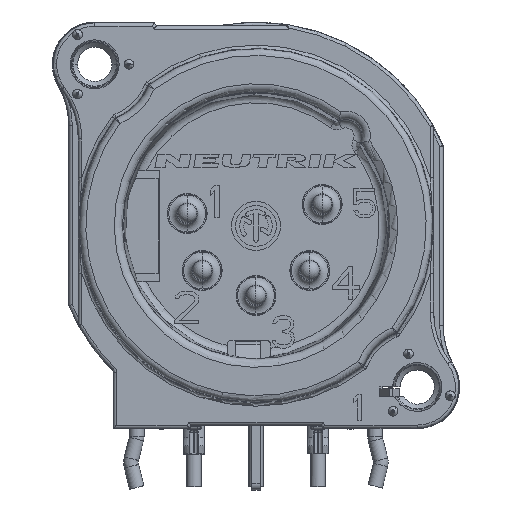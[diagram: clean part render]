
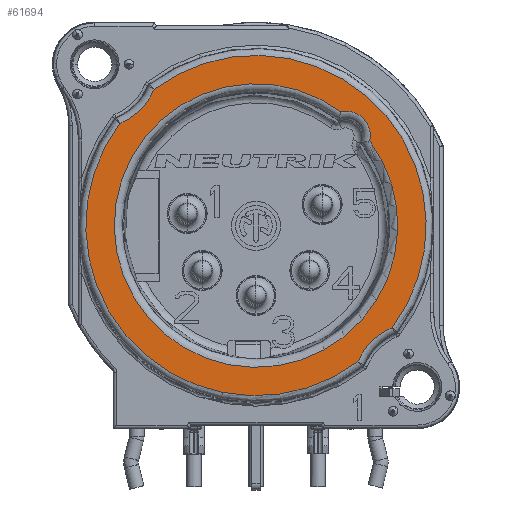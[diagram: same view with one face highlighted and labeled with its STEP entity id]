
A CAD part, top view. The second image highlights one B-rep face of the part: STEP entity #61694.
In plain terms, the highlighted planar face has unit normal (0, 0, 1).
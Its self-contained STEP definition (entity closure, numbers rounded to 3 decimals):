
#21153=CARTESIAN_POINT('',(9.9,-9.9,2.7));
#21154=DIRECTION('',(0.,0.,-1.));
#21155=DIRECTION('',(-0.922,0.388,0.));
#21156=AXIS2_PLACEMENT_3D('',#21153,#21154,#21155);
#21158=CARTESIAN_POINT('',(0.,0.,2.7));
#21159=DIRECTION('',(0.,0.,-1.));
#21160=DIRECTION('',(0.599,-0.801,0.));
#21161=AXIS2_PLACEMENT_3D('',#21158,#21159,#21160);
#21163=CARTESIAN_POINT('',(-9.9,9.9,2.7));
#21164=DIRECTION('',(0.,0.,-1.));
#21165=DIRECTION('',(0.922,-0.388,0.));
#21166=AXIS2_PLACEMENT_3D('',#21163,#21164,#21165);
#21168=CARTESIAN_POINT('',(0.,0.,2.7));
#21169=DIRECTION('',(0.,0.,-1.));
#21170=DIRECTION('',(-0.599,0.801,0.));
#21171=AXIS2_PLACEMENT_3D('',#21168,#21169,#21170);
#21571=CARTESIAN_POINT('',(5.515,5.515,2.7));
#21572=DIRECTION('',(0.,0.,-1.));
#21573=DIRECTION('',(-0.215,0.977,0.));
#21574=AXIS2_PLACEMENT_3D('',#21571,#21572,#21573);
#21584=CARTESIAN_POINT('',(6.98,5.193,2.7));
#21596=CARTESIAN_POINT('',(0.,0.,2.7));
#21597=DIRECTION('',(0.,0.,-1.));
#21598=DIRECTION('',(0.802,0.597,0.));
#21599=AXIS2_PLACEMENT_3D('',#21596,#21597,#21598);
#21609=CARTESIAN_POINT('',(5.193,6.98,2.7));
#27996=CARTESIAN_POINT('',(6.253,-8.363,2.7));
#27997=CARTESIAN_POINT('',(8.363,-6.253,2.7));
#27998=VERTEX_POINT('',#27996);
#27999=VERTEX_POINT('',#27997);
#28004=CARTESIAN_POINT('',(-8.363,6.253,2.7));
#28005=VERTEX_POINT('',#28004);
#28014=CARTESIAN_POINT('',(-6.253,8.363,2.7));
#28015=VERTEX_POINT('',#28014);
#28091=VERTEX_POINT('',#21609);
#28092=VERTEX_POINT('',#21584);
#61674=CARTESIAN_POINT('',(0.,0.,2.7));
#61675=DIRECTION('',(0.,0.,-1.));
#61676=DIRECTION('',(0.,-1.,0.));
#61677=AXIS2_PLACEMENT_3D('',#61674,#61675,#61676);
#61678=PLANE('',#61677);
#61680=ORIENTED_EDGE('',*,*,#61679,.F.);
#61682=ORIENTED_EDGE('',*,*,#61681,.T.);
#61684=ORIENTED_EDGE('',*,*,#61683,.F.);
#61685=ORIENTED_EDGE('',*,*,#61665,.T.);
#61686=EDGE_LOOP('',(#61680,#61682,#61684,#61685));
#61687=FACE_OUTER_BOUND('',#61686,.F.);
#61689=ORIENTED_EDGE('',*,*,#61688,.F.);
#61691=ORIENTED_EDGE('',*,*,#61690,.F.);
#61692=EDGE_LOOP('',(#61689,#61691));
#61693=FACE_BOUND('',#61692,.F.);
#61694=ADVANCED_FACE('',(#61687,#61693),#61678,.F.);
#21157=CIRCLE('',#21156,3.958);
#21162=CIRCLE('',#21161,10.442);
#21167=CIRCLE('',#21166,3.958);
#21172=CIRCLE('',#21171,10.442);
#21575=CIRCLE('',#21574,1.5);
#21600=CIRCLE('',#21599,8.7);
#61665=EDGE_CURVE('',#28015,#27999,#21172,.T.);
#61679=EDGE_CURVE('',#27998,#27999,#21157,.T.);
#61681=EDGE_CURVE('',#27998,#28005,#21162,.T.);
#61683=EDGE_CURVE('',#28015,#28005,#21167,.T.);
#61688=EDGE_CURVE('',#28091,#28092,#21575,.T.);
#61690=EDGE_CURVE('',#28092,#28091,#21600,.T.);
